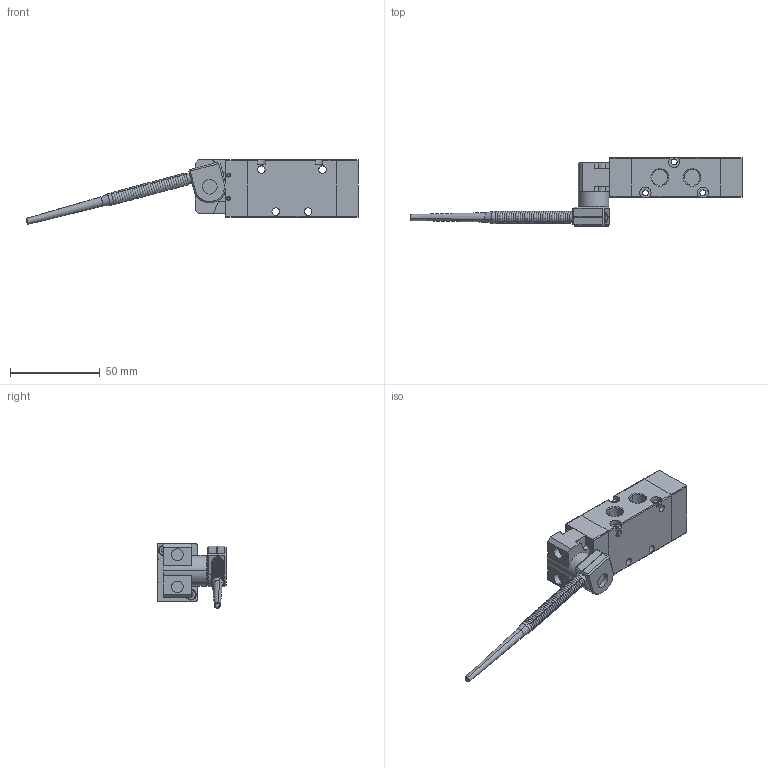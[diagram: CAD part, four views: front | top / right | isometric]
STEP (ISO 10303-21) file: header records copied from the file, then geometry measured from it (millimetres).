
FILE_DESCRIPTION (( 'STEP AP214' ), '1' );
FILE_NAME ('82_4_g61.STEP', '2015-12-21T09:42:01', ( '' ), ( '' ), 'SwSTEP 2.0', 'SolidWorks 2016', '' );
FILE_SCHEMA (( 'AUTOMOTIVE_DESIGN' ));
Length unit declared in the file: millimetre
Products named in the file (1): 82_4_g61
Bounding box: 184.69 x 38.25 x 35.84 mm (x, y, z)
Surface area: 24431.1 mm2 (no closed solid volume)
Topology: 0 solids, 75 shells, 587 faces, 1460 edges, 914 vertices
Faces by surface type: torus 220, plane 188, cylinder 108, cone 51, bspline 20
Entity records: 19301 total; most frequent: CARTESIAN_POINT 4486, DIRECTION 3393, ORIENTED_EDGE 2640, EDGE_CURVE 1452, AXIS2_PLACEMENT_3D 1431, VERTEX_POINT 914, CIRCLE 863, EDGE_LOOP 638
